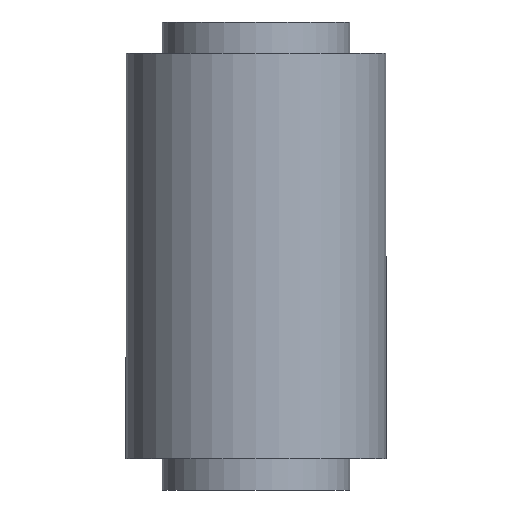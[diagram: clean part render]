
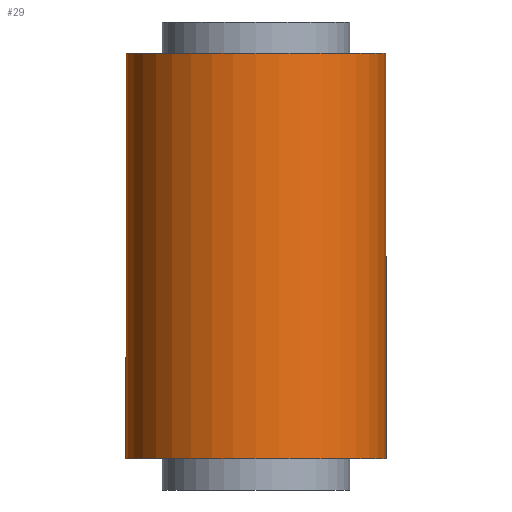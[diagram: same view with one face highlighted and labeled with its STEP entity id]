
A CAD part, front view. The second image highlights one B-rep face of the part: STEP entity #29.
In plain terms, the highlighted cylindrical face has radius 12.5 mm (diameter 25 mm), a partial arc.
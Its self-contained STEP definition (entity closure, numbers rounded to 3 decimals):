
#1 = LINE ( 'NONE', #118, #109 ) ;
#3 = CARTESIAN_POINT ( 'NONE',  ( -12.5, 40., -3. ) ) ;
#12 = ORIENTED_EDGE ( 'NONE', *, *, #253, .T. ) ;
#29 = ADVANCED_FACE ( 'NONE', ( #165 ), #153, .T. ) ;
#46 = DIRECTION ( 'NONE',  ( 0., 0., -1. ) ) ;
#53 = DIRECTION ( 'NONE',  ( -1., 0., 0. ) ) ;
#60 = AXIS2_PLACEMENT_3D ( 'NONE', #134, #274, #254 ) ;
#70 = EDGE_CURVE ( 'NONE', #298, #185, #303, .T. ) ;
#105 = AXIS2_PLACEMENT_3D ( 'NONE', #258, #373, #53 ) ;
#109 = VECTOR ( 'NONE', #289, 1000. ) ;
#118 = CARTESIAN_POINT ( 'NONE',  ( -12.5, 40., -45. ) ) ;
#134 = CARTESIAN_POINT ( 'NONE',  ( 0., 40., -45. ) ) ;
#145 = DIRECTION ( 'NONE',  ( 0., 0., -1. ) ) ;
#151 = VERTEX_POINT ( 'NONE', #342 ) ;
#153 = CYLINDRICAL_SURFACE ( 'NONE', #60, 12.5 ) ;
#165 = FACE_OUTER_BOUND ( 'NONE', #179, .T. ) ;
#168 = VECTOR ( 'NONE', #46, 1000. ) ;
#179 = EDGE_LOOP ( 'NONE', ( #204, #244, #12, #290 ) ) ;
#185 = VERTEX_POINT ( 'NONE', #310 ) ;
#187 = CARTESIAN_POINT ( 'NONE',  ( 12.5, 40., -45. ) ) ;
#201 = EDGE_CURVE ( 'NONE', #185, #151, #248, .T. ) ;
#204 = ORIENTED_EDGE ( 'NONE', *, *, #70, .F. ) ;
#244 = ORIENTED_EDGE ( 'NONE', *, *, #278, .T. ) ;
#248 = CIRCLE ( 'NONE', #105, 12.5 ) ;
#253 = EDGE_CURVE ( 'NONE', #284, #151, #1, .T. ) ;
#254 = DIRECTION ( 'NONE',  ( -1., 0., 0. ) ) ;
#258 = CARTESIAN_POINT ( 'NONE',  ( 0., 40., -42. ) ) ;
#262 = DIRECTION ( 'NONE',  ( -1., 0., 0. ) ) ;
#263 = AXIS2_PLACEMENT_3D ( 'NONE', #318, #145, #262 ) ;
#274 = DIRECTION ( 'NONE',  ( 0., 0., -1. ) ) ;
#278 = EDGE_CURVE ( 'NONE', #298, #284, #328, .T. ) ;
#284 = VERTEX_POINT ( 'NONE', #3 ) ;
#289 = DIRECTION ( 'NONE',  ( 0., 0., -1. ) ) ;
#290 = ORIENTED_EDGE ( 'NONE', *, *, #201, .F. ) ;
#298 = VERTEX_POINT ( 'NONE', #352 ) ;
#303 = LINE ( 'NONE', #187, #168 ) ;
#310 = CARTESIAN_POINT ( 'NONE',  ( 12.5, 40., -42. ) ) ;
#318 = CARTESIAN_POINT ( 'NONE',  ( 0., 40., -3. ) ) ;
#328 = CIRCLE ( 'NONE', #263, 12.5 ) ;
#342 = CARTESIAN_POINT ( 'NONE',  ( -12.5, 40., -42. ) ) ;
#352 = CARTESIAN_POINT ( 'NONE',  ( 12.5, 40., -3. ) ) ;
#373 = DIRECTION ( 'NONE',  ( 0., 0., -1. ) ) ;
